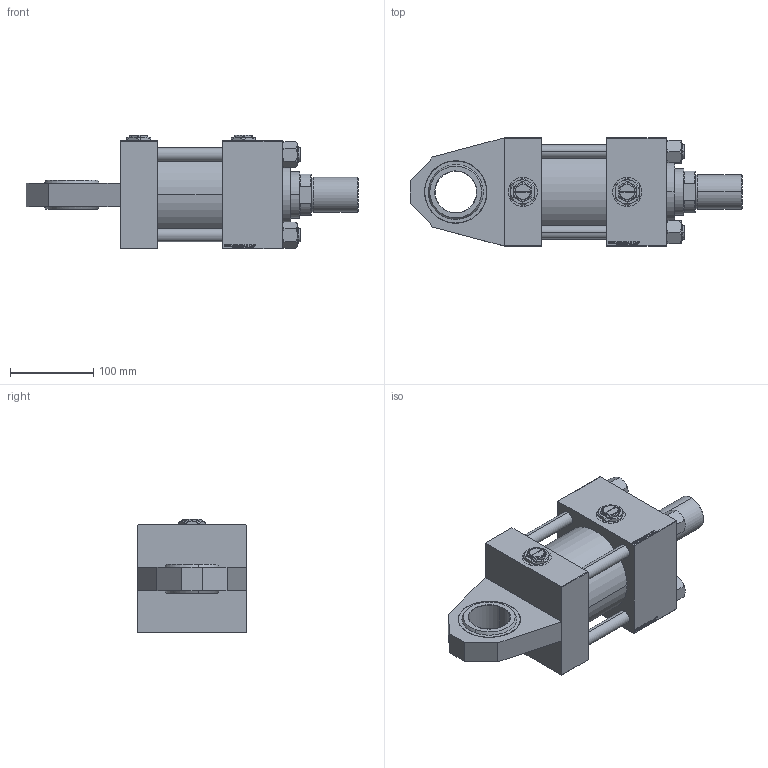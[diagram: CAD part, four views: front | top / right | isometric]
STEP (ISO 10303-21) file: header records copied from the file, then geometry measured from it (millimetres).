
FILE_DESCRIPTION (( 'STEP AP203' ), '1' );
FILE_NAME ('6f1c.STEP', '2023-08-23T18:11:38', ( '' ), ( '' ), 'SwSTEP 2.0', 'SolidWorks 2019', '' );
FILE_SCHEMA (( 'CONFIG_CONTROL_DESIGN' ));
Length unit declared in the file: millimetre
Products named in the file (9): NUT_M5_J 3c3f545bc576a00f373aced62e7d46a2; 6f1c; V215CR_J_VNITRNI_KROUZEK 3c3f545bc576a00f373aced62e7d46a2; ROD_END_AH 3c3f545bc576a00f373aced62e7d46a2; V215CR_VCP_J 3c3f545bc576a00f373aced62e7d46a2; Zatka_pro_OIL_PORT 3c3f545bc576a00f373aced62e7d46a2; V215CR_J_Body 3c3f545bc576a00f373aced62e7d46a2; V215CR_TYCINKA_J 3c3f545bc576a00f373aced62e7d46a2; V215_VC_A 3c3f545bc576a00f373aced62e7d46a2
Assembly tree (15 placements, depth 2):
  6f1c
    V215CR_J_Body 3c3f545bc576a00f373aced62e7d46a2
    V215CR_J_VNITRNI_KROUZEK 3c3f545bc576a00f373aced62e7d46a2
    V215CR_VCP_J 3c3f545bc576a00f373aced62e7d46a2
    V215CR_TYCINKA_J 3c3f545bc576a00f373aced62e7d46a2  x4
    NUT_M5_J 3c3f545bc576a00f373aced62e7d46a2  x4
    V215_VC_A 3c3f545bc576a00f373aced62e7d46a2
    ROD_END_AH 3c3f545bc576a00f373aced62e7d46a2
    Zatka_pro_OIL_PORT 3c3f545bc576a00f373aced62e7d46a2  x2
Bounding box: 399 x 130 x 137 mm (x, y, z)
Volume: 2843968.4 mm3; surface area: 403834.1 mm2
Topology: 15 solids, 15 shells, 1308 faces, 3274 edges, 2119 vertices
Faces by surface type: plane 616, bspline 392, cone 174, cylinder 104, torus 22
Entity records: 53177 total; most frequent: CARTESIAN_POINT 27852, ORIENTED_EDGE 5620, DIRECTION 3718, EDGE_CURVE 2810, VERTEX_POINT 1839, LINE 1628, VECTOR 1628, EDGE_LOOP 1249
